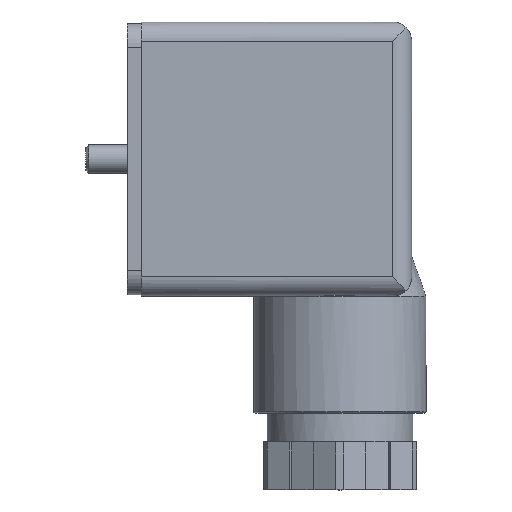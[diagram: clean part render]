
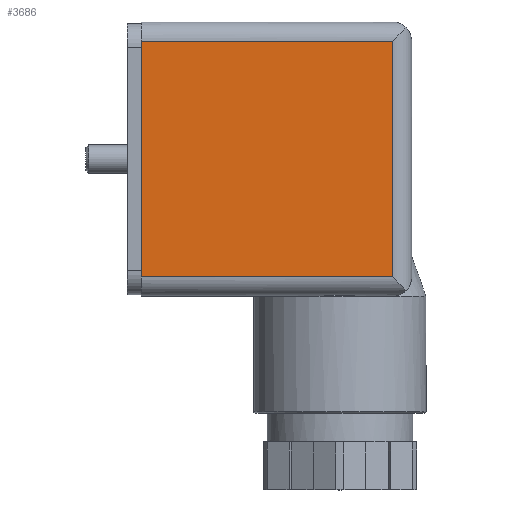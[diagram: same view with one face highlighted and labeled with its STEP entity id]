
A CAD part, top view. The second image highlights one B-rep face of the part: STEP entity #3686.
In plain terms, the highlighted planar face has unit normal (0, 0, 1).
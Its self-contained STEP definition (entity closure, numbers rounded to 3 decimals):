
#290=ORIENTED_EDGE('',*,*,#1032,.T.);
#291=ORIENTED_EDGE('',*,*,#1027,.T.);
#292=ORIENTED_EDGE('',*,*,#1013,.F.);
#293=ORIENTED_EDGE('',*,*,#1033,.T.);
#1013=EDGE_CURVE('',#1382,#1383,#1613,.T.);
#1027=EDGE_CURVE('',#1394,#1383,#1619,.T.);
#1032=EDGE_CURVE('',#1398,#1394,#1622,.T.);
#1033=EDGE_CURVE('',#1382,#1398,#1623,.F.);
#1382=VERTEX_POINT('',#5081);
#1383=VERTEX_POINT('',#5083);
#1394=VERTEX_POINT('',#5114);
#1398=VERTEX_POINT('',#5124);
#1613=LINE('',#5082,#1905);
#1619=LINE('',#5113,#1911);
#1622=LINE('',#5123,#1914);
#1623=LINE('',#5125,#1915);
#1905=VECTOR('',#4235,1000.);
#1911=VECTOR('',#4259,1000.);
#1914=VECTOR('',#4268,1000.);
#1915=VECTOR('',#4269,1000.);
#2143=EDGE_LOOP('',(#290,#291,#292,#293));
#2322=FACE_BOUND('',#2143,.T.);
#2486=PLANE('',#3880);
#3686=ADVANCED_FACE('',(#2322),#2486,.T.);
#3880=AXIS2_PLACEMENT_3D('',#5122,#4266,#4267);
#4235=DIRECTION('',(-1.,0.,0.));
#4259=DIRECTION('',(0.,-1.,0.));
#4266=DIRECTION('',(0.,0.,1.));
#4267=DIRECTION('',(1.,0.,0.));
#4268=DIRECTION('',(-1.,0.,0.));
#4269=DIRECTION('',(0.,-1.,0.));
#5081=CARTESIAN_POINT('',(5.5,-12.3,10.4));
#5082=CARTESIAN_POINT('',(9.3,-12.3,10.4));
#5083=CARTESIAN_POINT('',(-20.7,-12.3,10.4));
#5113=CARTESIAN_POINT('',(-20.7,14.3,10.4));
#5114=CARTESIAN_POINT('',(-20.7,12.3,10.4));
#5122=CARTESIAN_POINT('',(5.5,-12.3,10.4));
#5123=CARTESIAN_POINT('',(9.3,12.3,10.4));
#5124=CARTESIAN_POINT('',(5.5,12.3,10.4));
#5125=CARTESIAN_POINT('',(5.5,27.,10.4));
